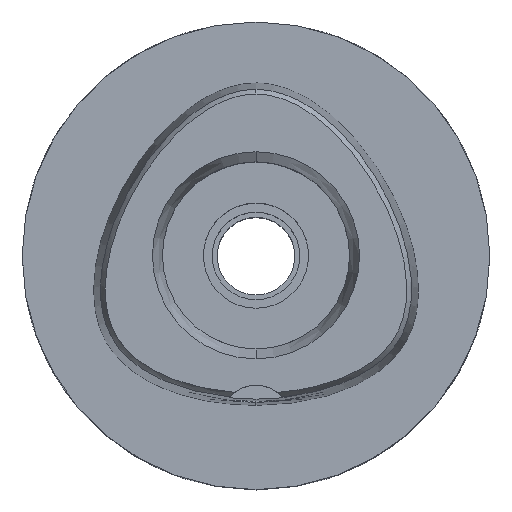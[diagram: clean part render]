
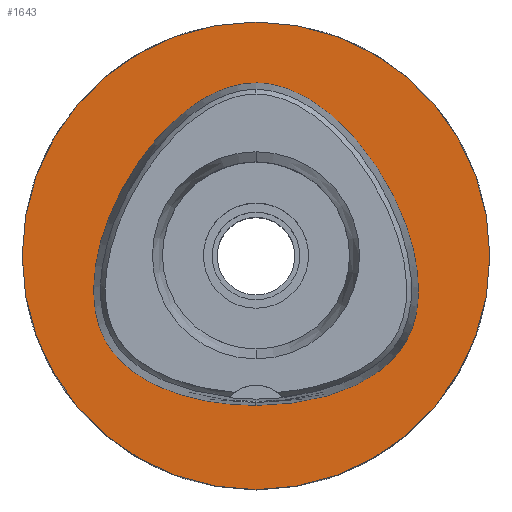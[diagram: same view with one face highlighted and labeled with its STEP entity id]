
A CAD part, top view. The second image highlights one B-rep face of the part: STEP entity #1643.
In plain terms, the highlighted planar face has unit normal (0, 0, 1).
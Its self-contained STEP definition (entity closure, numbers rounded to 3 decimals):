
#20 = ORIENTED_EDGE ( 'NONE', *, *, #4791, .F. ) ;
#56 = CARTESIAN_POINT ( 'NONE',  ( 0., 40., 0. ) ) ;
#143 = CARTESIAN_POINT ( 'NONE',  ( -26.772, 1.9, 0. ) ) ;
#148 = PLANE ( 'NONE',  #4926 ) ;
#231 = CARTESIAN_POINT ( 'NONE',  ( -9.305, 26.792, 0. ) ) ;
#236 = CARTESIAN_POINT ( 'NONE',  ( 13.218, 24.044, 0. ) ) ;
#257 = CARTESIAN_POINT ( 'NONE',  ( -25.209, 6.827, 0. ) ) ;
#313 = CARTESIAN_POINT ( 'NONE',  ( -17.753, 19.522, 0. ) ) ;
#377 = VERTEX_POINT ( 'NONE', #4286 ) ;
#464 = CARTESIAN_POINT ( 'NONE',  ( 0., -25.575, 0. ) ) ;
#552 = CARTESIAN_POINT ( 'NONE',  ( -15.298, -22.965, 0. ) ) ;
#601 = CARTESIAN_POINT ( 'NONE',  ( 6.262, 28.351, 0. ) ) ;
#643 = CARTESIAN_POINT ( 'NONE',  ( -27.684, -8.752, 0. ) ) ;
#647 = VERTEX_POINT ( 'NONE', #1754 ) ;
#723 = CARTESIAN_POINT ( 'NONE',  ( 0., -25.575, 0. ) ) ;
#1027 = CARTESIAN_POINT ( 'NONE',  ( -27.537, -1.766, 0. ) ) ;
#1058 = CARTESIAN_POINT ( 'NONE',  ( 9.305, 26.792, 0. ) ) ;
#1106 = CARTESIAN_POINT ( 'NONE',  ( -27.855, -5.338, 0. ) ) ;
#1230 = CARTESIAN_POINT ( 'NONE',  ( 11.74, -24.136, 0. ) ) ;
#1309 = CARTESIAN_POINT ( 'NONE',  ( 0., 29.575, 0. ) ) ;
#1318 = CARTESIAN_POINT ( 'NONE',  ( -3.149, 29.34, 0. ) ) ;
#1366 = CARTESIAN_POINT ( 'NONE',  ( 0., 29.575, 0. ) ) ;
#1412 = CARTESIAN_POINT ( 'NONE',  ( 25.209, 6.827, 0. ) ) ;
#1438 = CIRCLE ( 'NONE', #1700, 40. ) ;
#1439 = CARTESIAN_POINT ( 'NONE',  ( 25.638, -14.802, 0. ) ) ;
#1468 = CARTESIAN_POINT ( 'NONE',  ( 27.101, -11.411, 0. ) ) ;
#1547 = DIRECTION ( 'NONE',  ( 0., 1., 0. ) ) ;
#1643 = ADVANCED_FACE ( 'NONE', ( #4378, #4471 ), #148, .F. ) ;
#1649 = DIRECTION ( 'NONE',  ( 0., -1., 0. ) ) ;
#1700 = AXIS2_PLACEMENT_3D ( 'NONE', #3258, #4065, #4039 ) ;
#1754 = CARTESIAN_POINT ( 'NONE',  ( 0., -25.575, 0. ) ) ;
#1803 = CARTESIAN_POINT ( 'NONE',  ( -11.74, -24.136, 0. ) ) ;
#1833 = CARTESIAN_POINT ( 'NONE',  ( 26.772, 1.9, 0. ) ) ;
#1857 = CARTESIAN_POINT ( 'NONE',  ( -18.55, -21.454, 0. ) ) ;
#1884 = CARTESIAN_POINT ( 'NONE',  ( -24.775, -16.122, 0. ) ) ;
#2089 = EDGE_CURVE ( 'NONE', #4494, #647, #3965, .T. ) ;
#2196 = CARTESIAN_POINT ( 'NONE',  ( -22.339, 12.897, 0. ) ) ;
#2221 = CARTESIAN_POINT ( 'NONE',  ( -13.218, 24.044, 0. ) ) ;
#2245 = CARTESIAN_POINT ( 'NONE',  ( -6.262, 28.351, 0. ) ) ;
#2420 = CARTESIAN_POINT ( 'NONE',  ( 0., 0., 0. ) ) ;
#2526 = EDGE_CURVE ( 'NONE', #3712, #377, #3846, .T. ) ;
#2549 = ORIENTED_EDGE ( 'NONE', *, *, #2089, .F. ) ;
#2586 = CARTESIAN_POINT ( 'NONE',  ( 27.855, -5.338, 0. ) ) ;
#2658 = CARTESIAN_POINT ( 'NONE',  ( -25.638, -14.802, 0. ) ) ;
#2712 = CARTESIAN_POINT ( 'NONE',  ( 0., 0., 0. ) ) ;
#2904 = CARTESIAN_POINT ( 'NONE',  ( -26.349, -13.395, 0. ) ) ;
#2917 = ORIENTED_EDGE ( 'NONE', *, *, #2526, .F. ) ;
#3027 = CARTESIAN_POINT ( 'NONE',  ( 18.55, -21.454, 0. ) ) ;
#3074 = CARTESIAN_POINT ( 'NONE',  ( -23.433, -17.764, 0. ) ) ;
#3192 = EDGE_CURVE ( 'NONE', #377, #3712, #1438, .T. ) ;
#3206 = CARTESIAN_POINT ( 'NONE',  ( 6.692, -25.245, 0. ) ) ;
#3257 = B_SPLINE_CURVE_WITH_KNOTS ( 'NONE', 3,
 ( #464, #4784, #3206, #1230, #4559, #3027, #3411, #4581, #4609, #1439, #4997, #1468, #3861, #2586, #4173, #1833, #1412, #4149, #3365, #236, #1058, #601, #3338, #4975, #1366 ),
 .UNSPECIFIED., .F., .F.,
 ( 4, 1, 1, 1, 1, 1, 1, 1, 1, 1, 1, 1, 1, 1, 1, 1, 1, 1, 1, 1, 1, 1, 4 ),
 ( 0., 0.083, 0.125, 0.167, 0.208, 0.25, 0.292, 0.313, 0.333, 0.354, 0.375, 0.417, 0.458, 0.5, 0.542, 0.583, 0.667, 0.75, 0.833, 0.875, 0.917, 0.958, 1. ),
 .UNSPECIFIED. ) ;
#3258 = CARTESIAN_POINT ( 'NONE',  ( 0., 0., 0. ) ) ;
#3276 = DIRECTION ( 'NONE',  ( 0., 0., -1. ) ) ;
#3338 = CARTESIAN_POINT ( 'NONE',  ( 3.149, 29.34, 0. ) ) ;
#3365 = CARTESIAN_POINT ( 'NONE',  ( 17.753, 19.522, 0. ) ) ;
#3406 = CARTESIAN_POINT ( 'NONE',  ( -27.101, -11.411, 0. ) ) ;
#3411 = CARTESIAN_POINT ( 'NONE',  ( 21.421, -19.599, 0. ) ) ;
#3605 = ORIENTED_EDGE ( 'NONE', *, *, #3192, .F. ) ;
#3712 = VERTEX_POINT ( 'NONE', #56 ) ;
#3846 = CIRCLE ( 'NONE', #4108, 40. ) ;
#3857 = CARTESIAN_POINT ( 'NONE',  ( -1.05, 29.575, 0. ) ) ;
#3861 = CARTESIAN_POINT ( 'NONE',  ( 27.684, -8.752, 0. ) ) ;
#3965 = B_SPLINE_CURVE_WITH_KNOTS ( 'NONE', 3,
 ( #4654, #3857, #1318, #2245, #231, #2221, #313, #2196, #257, #143, #1027, #1106, #643, #3406, #2904, #2658, #1884, #3074, #4098, #1857, #552, #1803, #4605, #4991, #723 ),
 .UNSPECIFIED., .F., .F.,
 ( 4, 1, 1, 1, 1, 1, 1, 1, 1, 1, 1, 1, 1, 1, 1, 1, 1, 1, 1, 1, 1, 1, 4 ),
 ( 0., 0.042, 0.083, 0.125, 0.167, 0.25, 0.333, 0.417, 0.458, 0.5, 0.542, 0.583, 0.625, 0.646, 0.667, 0.688, 0.708, 0.75, 0.792, 0.833, 0.875, 0.917, 1. ),
 .UNSPECIFIED. ) ;
#4039 = DIRECTION ( 'NONE',  ( 0., -1., 0. ) ) ;
#4065 = DIRECTION ( 'NONE',  ( 0., 0., -1. ) ) ;
#4098 = CARTESIAN_POINT ( 'NONE',  ( -21.421, -19.599, 0. ) ) ;
#4108 = AXIS2_PLACEMENT_3D ( 'NONE', #2712, #5100, #1547 ) ;
#4149 = CARTESIAN_POINT ( 'NONE',  ( 22.339, 12.897, 0. ) ) ;
#4173 = CARTESIAN_POINT ( 'NONE',  ( 27.537, -1.766, 0. ) ) ;
#4286 = CARTESIAN_POINT ( 'NONE',  ( 0., -40., 0. ) ) ;
#4378 = FACE_OUTER_BOUND ( 'NONE', #4440, .T. ) ;
#4440 = EDGE_LOOP ( 'NONE', ( #2917, #3605 ) ) ;
#4471 = FACE_BOUND ( 'NONE', #4621, .T. ) ;
#4494 = VERTEX_POINT ( 'NONE', #1309 ) ;
#4559 = CARTESIAN_POINT ( 'NONE',  ( 15.298, -22.965, 0. ) ) ;
#4581 = CARTESIAN_POINT ( 'NONE',  ( 23.433, -17.764, 0. ) ) ;
#4605 = CARTESIAN_POINT ( 'NONE',  ( -6.692, -25.245, 0. ) ) ;
#4609 = CARTESIAN_POINT ( 'NONE',  ( 24.775, -16.122, 0. ) ) ;
#4621 = EDGE_LOOP ( 'NONE', ( #2549, #20 ) ) ;
#4654 = CARTESIAN_POINT ( 'NONE',  ( 0., 29.575, 0. ) ) ;
#4784 = CARTESIAN_POINT ( 'NONE',  ( 2.677, -25.575, 0. ) ) ;
#4791 = EDGE_CURVE ( 'NONE', #647, #4494, #3257, .T. ) ;
#4926 = AXIS2_PLACEMENT_3D ( 'NONE', #2420, #3276, #1649 ) ;
#4975 = CARTESIAN_POINT ( 'NONE',  ( 1.05, 29.575, 0. ) ) ;
#4991 = CARTESIAN_POINT ( 'NONE',  ( -2.677, -25.575, 0. ) ) ;
#4997 = CARTESIAN_POINT ( 'NONE',  ( 26.349, -13.395, 0. ) ) ;
#5100 = DIRECTION ( 'NONE',  ( 0., 0., -1. ) ) ;
